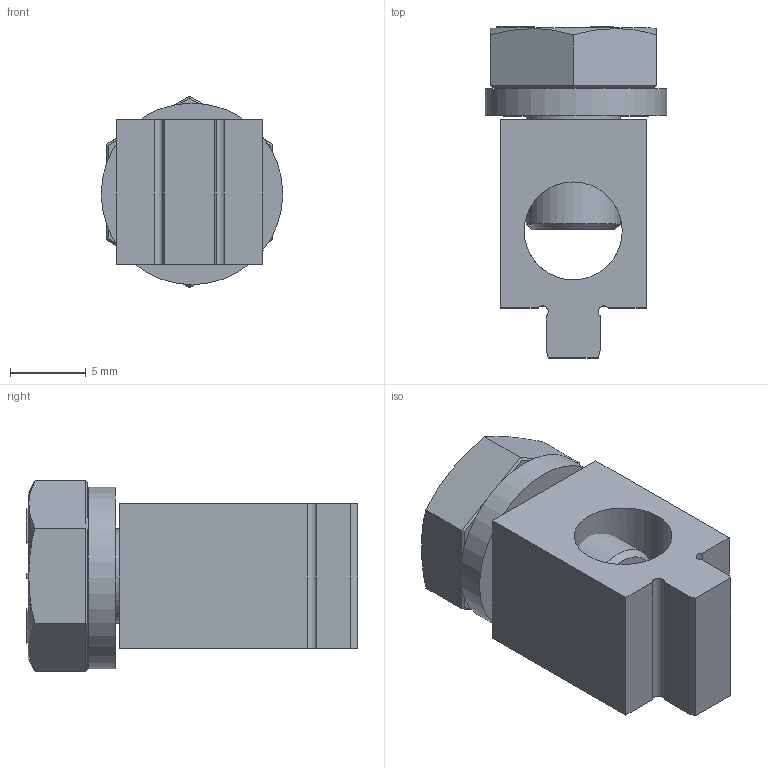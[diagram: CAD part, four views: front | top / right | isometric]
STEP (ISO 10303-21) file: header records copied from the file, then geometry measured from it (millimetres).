
FILE_DESCRIPTION(('FreeCAD Model'),'2;1');
FILE_NAME('Open CASCADE Shape Model','2022-09-27T15:30:34',('Author'),( ''),'Open CASCADE STEP processor 7.5','FreeCAD','Unknown');
FILE_SCHEMA(('AUTOMOTIVE_DESIGN { 1 0 10303 214 1 1 1 1 }'));
Length unit declared in the file: millimetre
Products named in the file (4): Unnamed2; B4A-PCB001; M6-Washer001; 25F37HCS5T001
Assembly tree (3 placements, depth 2):
  Unnamed2
    B4A-PCB001
    M6-Washer001
    25F37HCS5T001
Bounding box: 12 x 21.93 x 12.67 mm (x, y, z)
Volume: 1676.6 mm3; surface area: 1711.3 mm2
Topology: 3 solids, 3 shells, 99 faces, 228 edges, 142 vertices
Faces by surface type: plane 47, cylinder 34, torus 12, bspline 4, cone 2
Full cylindrical faces by diameter (mm): 5.359 x1, 6.223 x1, 6.4 x1, 6.477 x1, 9.906 x1, 12 x1
Entity records: 3167 total; most frequent: CARTESIAN_POINT 834, DIRECTION 473, ORIENTED_EDGE 456, EDGE_CURVE 228, AXIS2_PLACEMENT_3D 178, VERTEX_POINT 142, LINE 117, VECTOR 117
